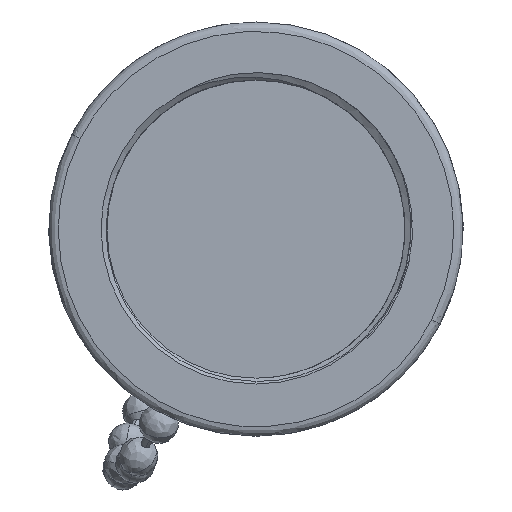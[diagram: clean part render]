
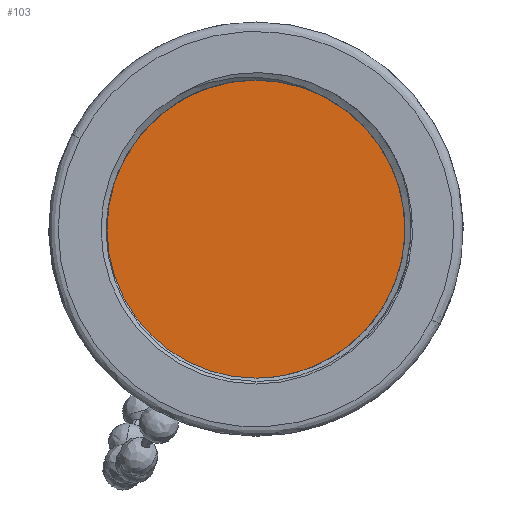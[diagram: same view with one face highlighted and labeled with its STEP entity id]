
A CAD part, top view. The second image highlights one B-rep face of the part: STEP entity #103.
In plain terms, the highlighted planar face has unit normal (0, 0, 1).
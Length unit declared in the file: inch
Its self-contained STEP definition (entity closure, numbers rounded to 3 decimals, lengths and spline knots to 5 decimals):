
#95 = CARTESIAN_POINT ( 'NONE',  ( -0.50019, -0.022, 0.1875 ) ) ;
#103 = ADVANCED_FACE ( 'NONE', ( #6995 ), #6652, .T. ) ;
#119 = DIRECTION ( 'NONE',  ( 0., -1., 0. ) ) ;
#123 = CARTESIAN_POINT ( 'NONE',  ( -0.22659, 0.44571, 0.1875 ) ) ;
#143 = ORIENTED_EDGE ( 'NONE', *, *, #4720, .T. ) ;
#252 = CARTESIAN_POINT ( 'NONE',  ( -0.33196, -0.36172, 0.1875 ) ) ;
#264 = EDGE_LOOP ( 'NONE', ( #143, #801, #443, #2200 ) ) ;
#283 = CARTESIAN_POINT ( 'NONE',  ( 0.13446, -0.45748, 0.1875 ) ) ;
#342 = CARTESIAN_POINT ( 'NONE',  ( 0.34448, 0.33853, 0.1875 ) ) ;
#374 = CARTESIAN_POINT ( 'NONE',  ( -0.05607, 0.49233, 0.1875 ) ) ;
#443 = ORIENTED_EDGE ( 'NONE', *, *, #6409, .T. ) ;
#697 = AXIS2_PLACEMENT_3D ( 'NONE', #7966, #4028, #119 ) ;
#746 = CARTESIAN_POINT ( 'NONE',  ( -0.49752, 0.05615, 0.1875 ) ) ;
#801 = ORIENTED_EDGE ( 'NONE', *, *, #4595, .F. ) ;
#879 = CARTESIAN_POINT ( 'NONE',  ( -0.49138, -0.09148, 0.1875 ) ) ;
#906 = CARTESIAN_POINT ( 'NONE',  ( -0.28994, -0.39433, 0.1875 ) ) ;
#1001 = CARTESIAN_POINT ( 'NONE',  ( 0.30597, 0.37571, 0.1875 ) ) ;
#1023 = CARTESIAN_POINT ( 'NONE',  ( -0.10907, 0.48487, 0.1875 ) ) ;
#1398 = CARTESIAN_POINT ( 'NONE',  ( -0.46808, 0.18335, 0.1875 ) ) ;
#1464 = VERTEX_POINT ( 'NONE', #7332 ) ;
#1532 = CARTESIAN_POINT ( 'NONE',  ( -0.48733, -0.10887, 0.1875 ) ) ;
#1552 = CARTESIAN_POINT ( 'NONE',  ( -0.22913, -0.43137, 0.1875 ) ) ;
#1649 = CARTESIAN_POINT ( 'NONE',  ( 0.24916, 0.41906, 0.1875 ) ) ;
#1681 = CARTESIAN_POINT ( 'NONE',  ( -0.19427, 0.46103, 0.1875 ) ) ;
#1727 = AXIS2_PLACEMENT_3D ( 'NONE', #2067, #2307, #6887 ) ;
#1973 = VERTEX_POINT ( 'NONE', #6700 ) ;
#2062 = CARTESIAN_POINT ( 'NONE',  ( -0.4184, 0.27498, 0.1875 ) ) ;
#2067 = CARTESIAN_POINT ( 'NONE',  ( 0., 0., 0.1875 ) ) ;
#2194 = CARTESIAN_POINT ( 'NONE',  ( -0.4715, -0.16003, 0.1875 ) ) ;
#2200 = ORIENTED_EDGE ( 'NONE', *, *, #3108, .T. ) ;
#2221 = CARTESIAN_POINT ( 'NONE',  ( -0.12901, -0.46808, 0.1875 ) ) ;
#2307 = DIRECTION ( 'NONE',  ( 0., 0., 1. ) ) ;
#2313 = CARTESIAN_POINT ( 'NONE',  ( 0.15342, 0.46578, 0.1875 ) ) ;
#2721 = CARTESIAN_POINT ( 'NONE',  ( -0.37105, 0.33615, 0.1875 ) ) ;
#2831 = CARTESIAN_POINT ( 'NONE',  ( 0.44499, 0.17268, 0.1875 ) ) ;
#2854 = CARTESIAN_POINT ( 'NONE',  ( -0.43455, -0.24012, 0.1875 ) ) ;
#2876 = CARTESIAN_POINT ( 'NONE',  ( -0.02307, -0.48184, 0.1875 ) ) ;
#2976 = CARTESIAN_POINT ( 'NONE',  ( 0.06736, 0.48735, 0.1875 ) ) ;
#3108 = EDGE_CURVE ( 'NONE', #5079, #1464, #3756, .T. ) ;
#3294 = CARTESIAN_POINT ( 'NONE',  ( -0.22659, 0.44571, 0.1875 ) ) ;
#3381 = CARTESIAN_POINT ( 'NONE',  ( -0.3144, 0.38965, 0.1875 ) ) ;
#3481 = CARTESIAN_POINT ( 'NONE',  ( 0.42424, 0.22206, 0.1875 ) ) ;
#3497 = CARTESIAN_POINT ( 'NONE',  ( -0.39319, -0.29821, 0.1875 ) ) ;
#3526 = CARTESIAN_POINT ( 'NONE',  ( 0.06513, -0.47439, 0.1875 ) ) ;
#3620 = CARTESIAN_POINT ( 'NONE',  ( 0.0145, 0.49329, 0.1875 ) ) ;
#3756 = CIRCLE ( 'NONE', #697, 0.476 ) ;
#4006 = CARTESIAN_POINT ( 'NONE',  ( -0.49837, -0.04805, 0.1875 ) ) ;
#4028 = DIRECTION ( 'NONE',  ( 0., 0., 1. ) ) ;
#4032 = CARTESIAN_POINT ( 'NONE',  ( -0.24987, 0.43388, 0.1875 ) ) ;
#4168 = CARTESIAN_POINT ( 'NONE',  ( -0.35777, -0.33769, 0.1875 ) ) ;
#4194 = CARTESIAN_POINT ( 'NONE',  ( 0.1174, -0.46266, 0.1875 ) ) ;
#4262 = B_SPLINE_CURVE_WITH_KNOTS ( 'NONE', 3,
 ( #7285, #4006, #95, #4681, #746, #5333, #1398, #5991, #2062, #6646, #2721, #7310, #3381, #7970, #4032, #123 ),
 .UNSPECIFIED., .F., .F.,
 ( 4, 2, 2, 2, 2, 2, 2, 4 ),
 ( 0., 0.00199, 0.00398, 0.00796, 0.00995, 0.01194, 0.01393, 0.01591 ),
 .UNSPECIFIED. ) ;
#4263 = CARTESIAN_POINT ( 'NONE',  ( 0.37936, 0.298, 0.1875 ) ) ;
#4295 = CARTESIAN_POINT ( 'NONE',  ( -0.03841, 0.49351, 0.1875 ) ) ;
#4536 = VERTEX_POINT ( 'NONE', #3294 ) ;
#4595 = EDGE_CURVE ( 'NONE', #1973, #4536, #4262, .T. ) ;
#4681 = CARTESIAN_POINT ( 'NONE',  ( -0.49977, 0.03009, 0.1875 ) ) ;
#4720 = EDGE_CURVE ( 'NONE', #1464, #4536, #7574, .T. ) ;
#4808 = CARTESIAN_POINT ( 'NONE',  ( -0.49451, -0.07387, 0.1875 ) ) ;
#4833 = CARTESIAN_POINT ( 'NONE',  ( -0.3184, -0.37305, 0.1875 ) ) ;
#4858 = CARTESIAN_POINT ( 'NONE',  ( 0.15126, -0.45133, 0.1875 ) ) ;
#4926 = CARTESIAN_POINT ( 'NONE',  ( 0.33206, 0.35144, 0.1875 ) ) ;
#4949 = CARTESIAN_POINT ( 'NONE',  ( -0.09143, 0.48801, 0.1875 ) ) ;
#5079 = VERTEX_POINT ( 'NONE', #7119 ) ;
#5333 = CARTESIAN_POINT ( 'NONE',  ( -0.48473, 0.13322, 0.1875 ) ) ;
#5480 = CARTESIAN_POINT ( 'NONE',  ( -0.27499, -0.40429, 0.1875 ) ) ;
#5575 = CARTESIAN_POINT ( 'NONE',  ( 0.29223, 0.38713, 0.1875 ) ) ;
#5598 = CARTESIAN_POINT ( 'NONE',  ( -0.16085, 0.47274, 0.1875 ) ) ;
#5991 = CARTESIAN_POINT ( 'NONE',  ( -0.43221, 0.25273, 0.1875 ) ) ;
#6107 = CARTESIAN_POINT ( 'NONE',  ( 0.4554, 0.1385, 0.1875 ) ) ;
#6125 = CARTESIAN_POINT ( 'NONE',  ( -0.47737, -0.14319, 0.1875 ) ) ;
#6158 = CARTESIAN_POINT ( 'NONE',  ( -0.19691, -0.446, 0.1875 ) ) ;
#6253 = CARTESIAN_POINT ( 'NONE',  ( 0.218, 0.4371, 0.1875 ) ) ;
#6273 = CARTESIAN_POINT ( 'NONE',  ( -0.22659, 0.44571, 0.1875 ) ) ;
#6409 = EDGE_CURVE ( 'NONE', #1973, #5079, #6612, .T. ) ;
#6612 = B_SPLINE_CURVE_WITH_KNOTS ( 'NONE', 3,
 ( #4808, #879, #1532, #6125, #2194, #6772, #2854, #7444, #3497, #8103, #4168, #252, #4833, #906, #5480, #1552, #6158, #2221, #6798, #2876, #7479, #3526, #8122, #4194, #283, #4858 ),
 .UNSPECIFIED., .F., .F.,
 ( 4, 2, 2, 2, 2, 2, 2, 2, 2, 2, 2, 2, 4 ),
 ( -0.0138, -0.01244, -0.01108, -0.00836, -0.007, -0.00564, -0.00428, -0.00292, -0.0002, 0.00252, 0.00524, 0.0066, 0.00796 ),
 .UNSPECIFIED. ) ;
#6646 = CARTESIAN_POINT ( 'NONE',  ( -0.38785, 0.31661, 0.1875 ) ) ;
#6652 = PLANE ( 'NONE',  #1727 ) ;
#6700 = CARTESIAN_POINT ( 'NONE',  ( -0.49451, -0.07387, 0.1875 ) ) ;
#6762 = CARTESIAN_POINT ( 'NONE',  ( 0.45067, 0.15576, 0.1875 ) ) ;
#6772 = CARTESIAN_POINT ( 'NONE',  ( -0.45136, -0.2091, 0.1875 ) ) ;
#6798 = CARTESIAN_POINT ( 'NONE',  ( -0.09361, -0.47534, 0.1875 ) ) ;
#6887 = DIRECTION ( 'NONE',  ( 1., 0., 0. ) ) ;
#6893 = CARTESIAN_POINT ( 'NONE',  ( 0.11981, 0.47659, 0.1875 ) ) ;
#6995 = FACE_OUTER_BOUND ( 'NONE', #264, .T. ) ;
#7119 = CARTESIAN_POINT ( 'NONE',  ( 0.15126, -0.45133, 0.1875 ) ) ;
#7285 = CARTESIAN_POINT ( 'NONE',  ( -0.49451, -0.07387, 0.1875 ) ) ;
#7310 = CARTESIAN_POINT ( 'NONE',  ( -0.33437, 0.37265, 0.1875 ) ) ;
#7332 = CARTESIAN_POINT ( 'NONE',  ( 0.4554, 0.1385, 0.1875 ) ) ;
#7426 = CARTESIAN_POINT ( 'NONE',  ( 0.43176, 0.20588, 0.1875 ) ) ;
#7444 = CARTESIAN_POINT ( 'NONE',  ( -0.40418, -0.28405, 0.1875 ) ) ;
#7479 = CARTESIAN_POINT ( 'NONE',  ( 0.01221, -0.48122, 0.1875 ) ) ;
#7571 = CARTESIAN_POINT ( 'NONE',  ( 0.04971, 0.48997, 0.1875 ) ) ;
#7574 = B_SPLINE_CURVE_WITH_KNOTS ( 'NONE', 3,
 ( #6107, #6762, #2831, #7426, #3481, #8194, #4263, #342, #4926, #1001, #5575, #1649, #6253, #2313, #6893, #2976, #7571, #3620, #8217, #4295, #374, #4949, #1023, #5598, #1681, #6273 ),
 .UNSPECIFIED., .F., .F.,
 ( 4, 2, 2, 2, 2, 2, 2, 2, 2, 2, 2, 2, 4 ),
 ( 0., 0.00136, 0.00272, 0.00544, 0.0068, 0.00816, 0.01088, 0.0136, 0.01496, 0.01632, 0.01768, 0.01904, 0.02176 ),
 .UNSPECIFIED. ) ;
#7966 = CARTESIAN_POINT ( 'NONE',  ( 0., 0., 0.1875 ) ) ;
#7970 = CARTESIAN_POINT ( 'NONE',  ( -0.27217, 0.42024, 0.1875 ) ) ;
#8103 = CARTESIAN_POINT ( 'NONE',  ( -0.37002, -0.32499, 0.1875 ) ) ;
#8122 = CARTESIAN_POINT ( 'NONE',  ( 0.08278, -0.47111, 0.1875 ) ) ;
#8194 = CARTESIAN_POINT ( 'NONE',  ( 0.39927, 0.26886, 0.1875 ) ) ;
#8217 = CARTESIAN_POINT ( 'NONE',  ( -0.00312, 0.494, 0.1875 ) ) ;
